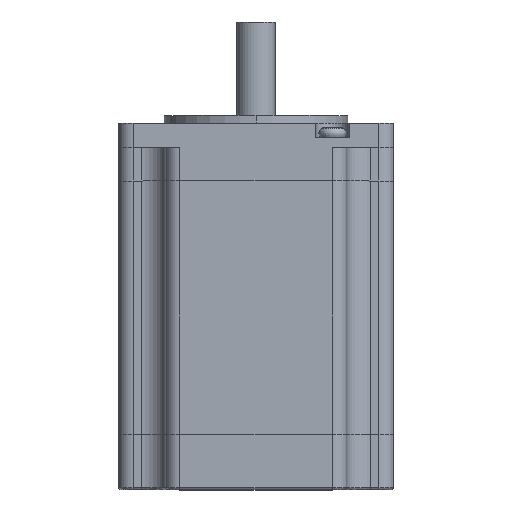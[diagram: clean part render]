
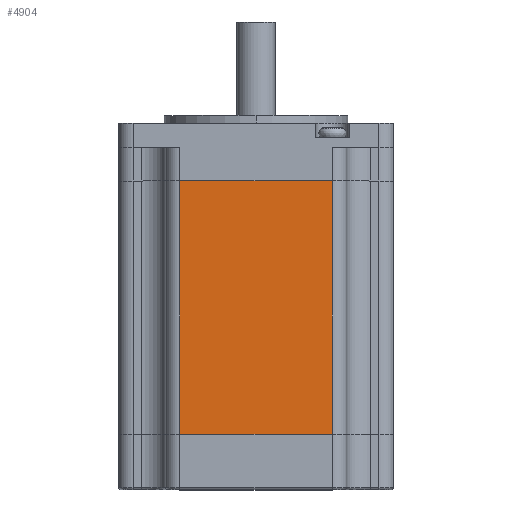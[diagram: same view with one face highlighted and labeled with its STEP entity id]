
A CAD part, top view. The second image highlights one B-rep face of the part: STEP entity #4904.
In plain terms, the highlighted planar face has unit normal (0, 0, 1).
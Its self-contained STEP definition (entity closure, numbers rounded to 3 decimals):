
#98 = FACE_OUTER_BOUND ( 'NONE', #3829, .T. ) ;
#312 = CARTESIAN_POINT ( 'NONE',  ( 44.3, 0., 0. ) ) ;
#329 = CARTESIAN_POINT ( 'NONE',  ( 44.3, 52.5, 0. ) ) ;
#421 = ORIENTED_EDGE ( 'NONE', *, *, #4949, .T. ) ;
#558 = EDGE_CURVE ( 'NONE', #2336, #3734, #4253, .T. ) ;
#873 = CARTESIAN_POINT ( 'NONE',  ( 12.7, 0., 0. ) ) ;
#1774 = DIRECTION ( 'NONE',  ( 0., 0., 1. ) ) ;
#1837 = ORIENTED_EDGE ( 'NONE', *, *, #4077, .F. ) ;
#1853 = VECTOR ( 'NONE', #3860, 1000. ) ;
#1935 = VERTEX_POINT ( 'NONE', #312 ) ;
#1940 = DIRECTION ( 'NONE',  ( -1., 0., 0. ) ) ;
#2336 = VERTEX_POINT ( 'NONE', #3121 ) ;
#2375 = LINE ( 'NONE', #2803, #1853 ) ;
#2800 = VECTOR ( 'NONE', #4746, 1000. ) ;
#2803 = CARTESIAN_POINT ( 'NONE',  ( 44.3, 52.5, 0. ) ) ;
#3121 = CARTESIAN_POINT ( 'NONE',  ( 44.3, 52.5, 0. ) ) ;
#3734 = VERTEX_POINT ( 'NONE', #5544 ) ;
#3829 = EDGE_LOOP ( 'NONE', ( #4616, #1837, #5460, #421 ) ) ;
#3860 = DIRECTION ( 'NONE',  ( 0., -1., 0. ) ) ;
#3964 = VECTOR ( 'NONE', #4592, 1000. ) ;
#4077 = EDGE_CURVE ( 'NONE', #2336, #1935, #2375, .T. ) ;
#4128 = CARTESIAN_POINT ( 'NONE',  ( 44.3, 0., 0. ) ) ;
#4253 = LINE ( 'NONE', #329, #2800 ) ;
#4318 = EDGE_CURVE ( 'NONE', #1935, #5308, #6080, .T. ) ;
#4510 = PLANE ( 'NONE',  #6840 ) ;
#4592 = DIRECTION ( 'NONE',  ( 0., -1., 0. ) ) ;
#4616 = ORIENTED_EDGE ( 'NONE', *, *, #4318, .F. ) ;
#4691 = VECTOR ( 'NONE', #1940, 1000. ) ;
#4746 = DIRECTION ( 'NONE',  ( -1., 0., 0. ) ) ;
#4904 = ADVANCED_FACE ( 'NONE', ( #98 ), #4510, .T. ) ;
#4949 = EDGE_CURVE ( 'NONE', #3734, #5308, #5406, .T. ) ;
#5058 = CARTESIAN_POINT ( 'NONE',  ( 44.3, 52.5, 0. ) ) ;
#5308 = VERTEX_POINT ( 'NONE', #873 ) ;
#5406 = LINE ( 'NONE', #5645, #3964 ) ;
#5460 = ORIENTED_EDGE ( 'NONE', *, *, #558, .T. ) ;
#5544 = CARTESIAN_POINT ( 'NONE',  ( 12.7, 52.5, 0. ) ) ;
#5590 = DIRECTION ( 'NONE',  ( 1., 0., 0. ) ) ;
#5645 = CARTESIAN_POINT ( 'NONE',  ( 12.7, 52.5, 0. ) ) ;
#6080 = LINE ( 'NONE', #4128, #4691 ) ;
#6840 = AXIS2_PLACEMENT_3D ( 'NONE', #5058, #1774, #5590 ) ;
